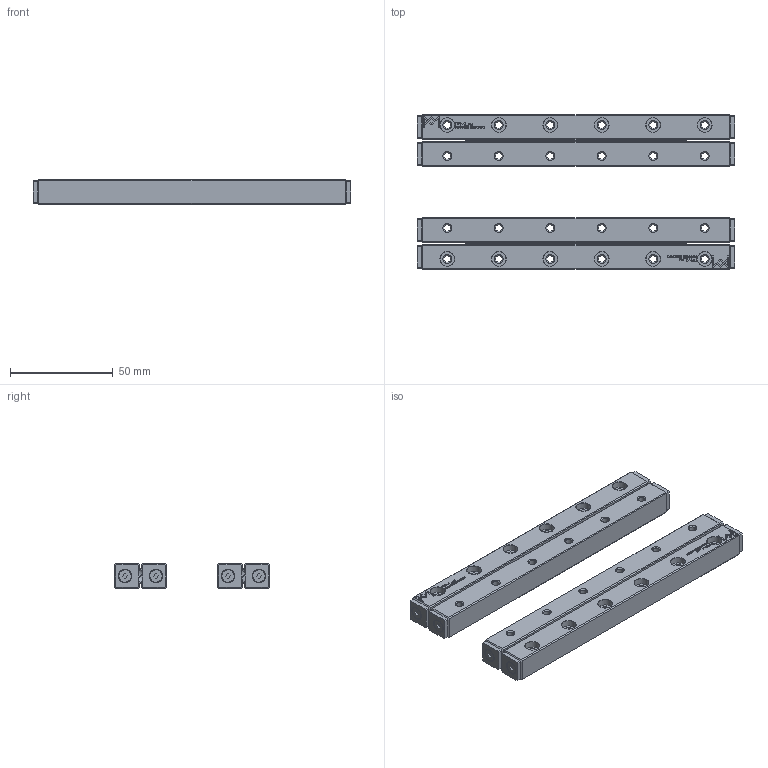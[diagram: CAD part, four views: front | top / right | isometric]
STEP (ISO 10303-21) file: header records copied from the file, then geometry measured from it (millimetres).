
FILE_DESCRIPTION(/* description */ (''),/* implementation_level */ '2;1');
FILE_NAME(/* name */ 'Set RNG-6150x16KRE_stp.stp',/* time_stamp */ '2025-04-29T08:21:27+02:00',/* author */ (''),/* organization */ (''),/* preprocessor_version */ 'ST-DEVELOPER v16.7',/* originating_system */ 'SIEMENS PLM Software NX 12.0',/* authorisation */ '');
FILE_SCHEMA (('AUTOMOTIVE_DESIGN { 1 0 10303 214 3 1 1 1 }'));
Products named in the file (1): Set RNG-6150x16KRE_stp
Bounding box: 154 x 75 x 12 mm (x, y, z)
Volume: 79208.6 mm3; surface area: 52369.1 mm2
Topology: 56 solids, 56 shells, 2608 faces, 6832 edges, 4472 vertices
Faces by surface type: plane 1476, cylinder 520, bspline 360, cone 252
Full cylindrical faces by diameter (mm): 0.8 x136, 2.26 x8, 3 x8, 3.2 x8, 3.3 x24, 3.5 x8, 4 x32, 6 x40, 7 x24
Entity records: 86791 total; most frequent: CARTESIAN_POINT 18133, ORIENTED_EDGE 12272, DIRECTION 11278, EDGE_CURVE 6136, VERTEX_POINT 4324, LINE 3988, VECTOR 3988, AXIS2_PLACEMENT_3D 3645
